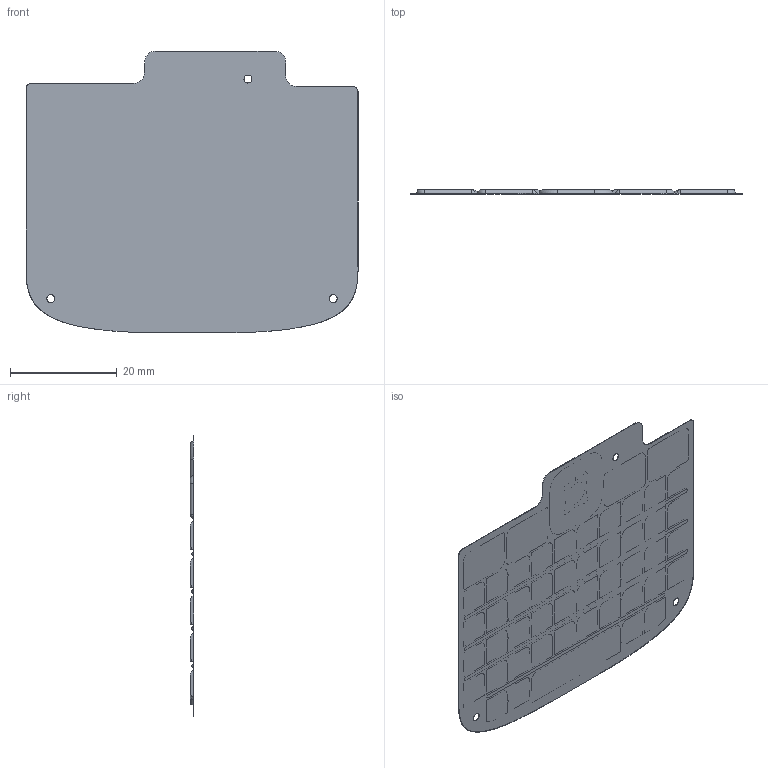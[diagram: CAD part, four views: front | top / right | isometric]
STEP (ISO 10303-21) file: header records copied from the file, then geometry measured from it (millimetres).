
FILE_DESCRIPTION(/* description */ (''),/* implementation_level */ '2;1');
FILE_NAME(/* name */ 'keyb-1',/* time_stamp */ '2019-10-15T15:22:59+08:00',/* author */ (''),/* organization */ (''),/* preprocessor_version */ 'ST-DEVELOPER v9',/* originating_system */ 'UGS - NX 4.0',/* authorisation */ '');
FILE_SCHEMA (('CONFIG_CONTROL_DESIGN'));
Products named in the file (1): Admi3D27emdt
Bounding box: 62.3 x 0.72 x 52.8 mm (x, y, z)
Volume: 1336.5 mm3; surface area: 6410.4 mm2
Topology: 1 solids, 1 shells, 1085 faces, 3249 edges, 2176 vertices
Faces by surface type: plane 694, bspline 207, cylinder 175, torus 8, extrusion 1
Entity records: 49134 total; most frequent: CARTESIAN_POINT 21508, ORIENTED_EDGE 6406, DIRECTION 4673, EDGE_CURVE 3203, VECTOR 2437, LINE 2436, VERTEX_POINT 2176, EDGE_LOOP 1147
